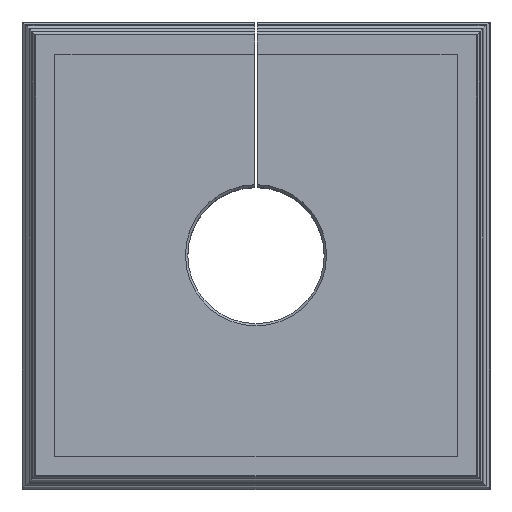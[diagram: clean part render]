
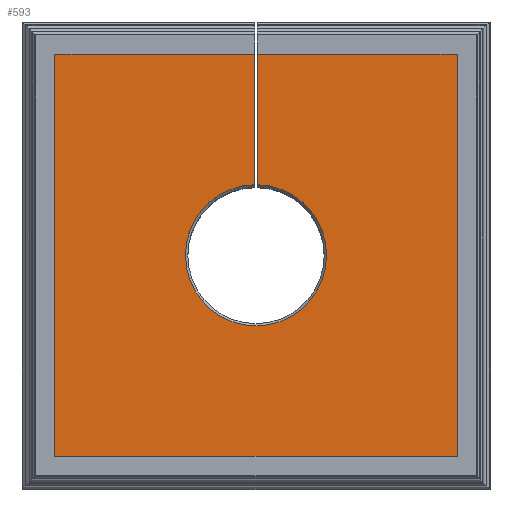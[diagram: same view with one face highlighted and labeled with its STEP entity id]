
A CAD part, top view. The second image highlights one B-rep face of the part: STEP entity #593.
In plain terms, the highlighted planar face has unit normal (0, 0, 1).
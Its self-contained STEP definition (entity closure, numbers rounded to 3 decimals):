
#97=FACE_OUTER_BOUND('',#808,.T.);
#177=LINE('',#2627,#372);
#277=LINE('',#2828,#472);
#278=LINE('',#2831,#473);
#279=LINE('',#2833,#474);
#280=LINE('',#2835,#475);
#281=LINE('',#2837,#476);
#282=LINE('',#2838,#477);
#372=VECTOR('',#2049,1.);
#472=VECTOR('',#2233,1.);
#473=VECTOR('',#2234,1.);
#474=VECTOR('',#2235,1.);
#475=VECTOR('',#2236,1.);
#476=VECTOR('',#2237,1.);
#477=VECTOR('',#2238,1.);
#593=ADVANCED_FACE('',(#97),#692,.T.);
#692=PLANE('',#1936);
#728=CIRCLE('',#1935,3.);
#808=EDGE_LOOP('',(#1105,#1106,#1107,#1108,#1109,#1110,#1111,#1112));
#1105=ORIENTED_EDGE('',*,*,#1704,.F.);
#1106=ORIENTED_EDGE('',*,*,#1705,.T.);
#1107=ORIENTED_EDGE('',*,*,#1706,.T.);
#1108=ORIENTED_EDGE('',*,*,#1707,.T.);
#1109=ORIENTED_EDGE('',*,*,#1708,.T.);
#1110=ORIENTED_EDGE('',*,*,#1602,.T.);
#1111=ORIENTED_EDGE('',*,*,#1709,.F.);
#1112=ORIENTED_EDGE('',*,*,#1710,.F.);
#1428=VERTEX_POINT('',#2625);
#1430=VERTEX_POINT('',#2628);
#1489=VERTEX_POINT('',#2829);
#1490=VERTEX_POINT('',#2830);
#1491=VERTEX_POINT('',#2832);
#1492=VERTEX_POINT('',#2834);
#1493=VERTEX_POINT('',#2836);
#1494=VERTEX_POINT('',#2839);
#1602=EDGE_CURVE('',#1430,#1428,#177,.T.);
#1704=EDGE_CURVE('',#1489,#1490,#277,.T.);
#1705=EDGE_CURVE('',#1489,#1491,#278,.T.);
#1706=EDGE_CURVE('',#1491,#1492,#279,.T.);
#1707=EDGE_CURVE('',#1492,#1493,#280,.T.);
#1708=EDGE_CURVE('',#1493,#1430,#281,.T.);
#1709=EDGE_CURVE('',#1494,#1428,#282,.T.);
#1710=EDGE_CURVE('',#1490,#1494,#728,.T.);
#1935=AXIS2_PLACEMENT_3D('',#2840,#2239,#2240);
#1936=AXIS2_PLACEMENT_3D('',#2841,#2241,#2242);
#2049=DIRECTION('',(-1.,0.,0.));
#2233=DIRECTION('',(0.,-1.,0.));
#2234=DIRECTION('',(-1.,0.,0.));
#2235=DIRECTION('',(0.,-1.,0.));
#2236=DIRECTION('',(1.,0.,0.));
#2237=DIRECTION('',(0.,1.,0.));
#2238=DIRECTION('',(0.,1.,0.));
#2239=DIRECTION('',(0.,0.,1.));
#2240=DIRECTION('',(1.,0.,0.));
#2241=DIRECTION('',(0.,0.,1.));
#2242=DIRECTION('',(-1.,0.,0.));
#2625=CARTESIAN_POINT('',(0.05,8.55,17.7));
#2627=CARTESIAN_POINT('',(8.55,8.55,17.7));
#2628=CARTESIAN_POINT('',(8.55,8.55,17.7));
#2828=CARTESIAN_POINT('',(-0.05,0.,17.7));
#2829=CARTESIAN_POINT('',(-0.05,8.55,17.7));
#2830=CARTESIAN_POINT('',(-0.05,3.,17.7));
#2831=CARTESIAN_POINT('',(8.55,8.55,17.7));
#2832=CARTESIAN_POINT('',(-8.55,8.55,17.7));
#2833=CARTESIAN_POINT('',(-8.55,8.55,17.7));
#2834=CARTESIAN_POINT('',(-8.55,-8.55,17.7));
#2835=CARTESIAN_POINT('',(-8.55,-8.55,17.7));
#2836=CARTESIAN_POINT('',(8.55,-8.55,17.7));
#2837=CARTESIAN_POINT('',(8.55,-8.55,17.7));
#2838=CARTESIAN_POINT('',(0.05,0.,17.7));
#2839=CARTESIAN_POINT('',(0.05,3.,17.7));
#2840=CARTESIAN_POINT('',(0.,0.,17.7));
#2841=CARTESIAN_POINT('',(0.,0.,17.7));
